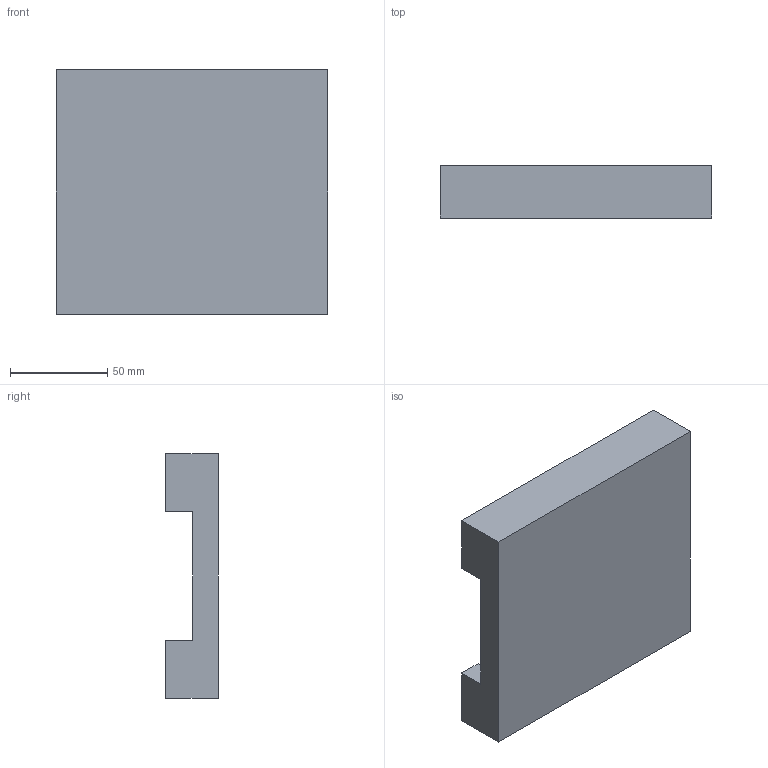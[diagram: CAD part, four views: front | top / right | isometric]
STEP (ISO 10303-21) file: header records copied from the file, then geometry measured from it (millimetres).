
FILE_DESCRIPTION (( 'STEP AP214' ), '1' );
FILE_NAME ('OreSat Vibration Fixture XY 1U axis.STEP', '2020-07-24T22:09:33', ( '' ), ( '' ), 'SwSTEP 2.0', 'SolidWorks 2020', '' );
FILE_SCHEMA (( 'AUTOMOTIVE_DESIGN' ));
Length unit declared in the file: millimetre
Products named in the file (1): OreSat Vibration Fixture XY 1U axis
Bounding box: 139.5 x 27 x 126 mm (x, y, z)
Volume: 300976.2 mm3; surface area: 52368.9 mm2
Topology: 1 solids, 1 shells, 32 faces, 90 edges, 60 vertices
Faces by surface type: plane 22, cylinder 10
Entity records: 1068 total; most frequent: CARTESIAN_POINT 183, ORIENTED_EDGE 180, DIRECTION 176, EDGE_CURVE 90, LINE 70, VECTOR 70, VERTEX_POINT 60, AXIS2_PLACEMENT_3D 53
